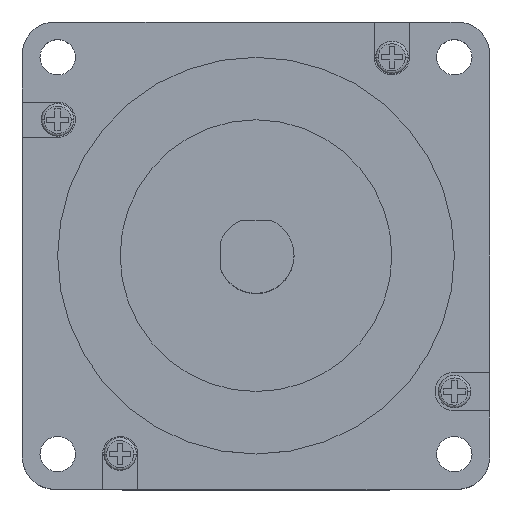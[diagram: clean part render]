
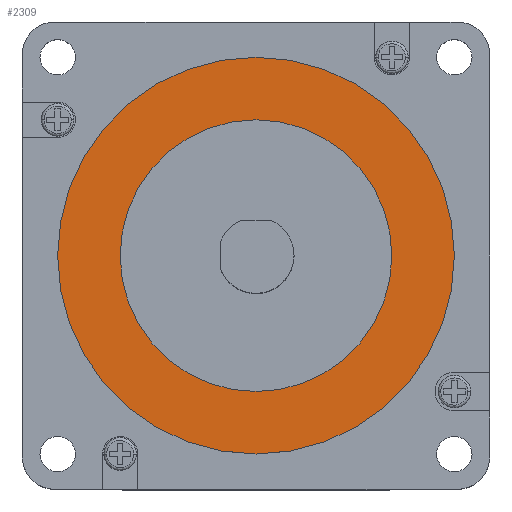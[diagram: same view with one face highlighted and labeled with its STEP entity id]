
A CAD part, top view. The second image highlights one B-rep face of the part: STEP entity #2309.
In plain terms, the highlighted planar face has unit normal (0, 0, 1).
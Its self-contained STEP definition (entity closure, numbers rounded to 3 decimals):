
#278 = CARTESIAN_POINT ( 'NONE',  ( -36.5, 0., 67.6 ) ) ;
#414 = DIRECTION ( 'NONE',  ( 1., 0., 0. ) ) ;
#694 = DIRECTION ( 'NONE',  ( -1., 0., 0. ) ) ;
#800 = ORIENTED_EDGE ( 'NONE', *, *, #6923, .F. ) ;
#927 = CIRCLE ( 'NONE', #1173, 36.5 ) ;
#929 = AXIS2_PLACEMENT_3D ( 'NONE', #2780, #5372, #6085 ) ;
#995 = AXIS2_PLACEMENT_3D ( 'NONE', #5597, #1429, #1331 ) ;
#1000 = ORIENTED_EDGE ( 'NONE', *, *, #6427, .T. ) ;
#1173 = AXIS2_PLACEMENT_3D ( 'NONE', #4759, #2057, #2096 ) ;
#1331 = DIRECTION ( 'NONE',  ( 1., 0., 0. ) ) ;
#1429 = DIRECTION ( 'NONE',  ( 0., 0., 1. ) ) ;
#1549 = DIRECTION ( 'NONE',  ( 0., 0., -1. ) ) ;
#1836 = FACE_BOUND ( 'NONE', #2282, .T. ) ;
#1962 = CIRCLE ( 'NONE', #929, 25. ) ;
#2029 = EDGE_CURVE ( 'NONE', #3660, #4727, #5973, .T. ) ;
#2057 = DIRECTION ( 'NONE',  ( 0., 0., -1. ) ) ;
#2096 = DIRECTION ( 'NONE',  ( -1., 0., 0. ) ) ;
#2282 = EDGE_LOOP ( 'NONE', ( #1000, #2915 ) ) ;
#2309 = ADVANCED_FACE ( 'NONE', ( #4625, #1836 ), #6765, .T. ) ;
#2500 = AXIS2_PLACEMENT_3D ( 'NONE', #3397, #5532, #694 ) ;
#2615 = EDGE_CURVE ( 'NONE', #3449, #5386, #5304, .T. ) ;
#2680 = CARTESIAN_POINT ( 'NONE',  ( 25., 0., 67.6 ) ) ;
#2722 = CARTESIAN_POINT ( 'NONE',  ( 36.5, 0., 67.6 ) ) ;
#2780 = CARTESIAN_POINT ( 'NONE',  ( 0., 0., 67.6 ) ) ;
#2834 = AXIS2_PLACEMENT_3D ( 'NONE', #5242, #1549, #414 ) ;
#2915 = ORIENTED_EDGE ( 'NONE', *, *, #2029, .T. ) ;
#3397 = CARTESIAN_POINT ( 'NONE',  ( 0., 0., 67.6 ) ) ;
#3449 = VERTEX_POINT ( 'NONE', #278 ) ;
#3660 = VERTEX_POINT ( 'NONE', #5381 ) ;
#3873 = ORIENTED_EDGE ( 'NONE', *, *, #2615, .F. ) ;
#4625 = FACE_OUTER_BOUND ( 'NONE', #6690, .T. ) ;
#4727 = VERTEX_POINT ( 'NONE', #2680 ) ;
#4759 = CARTESIAN_POINT ( 'NONE',  ( 0., 0., 67.6 ) ) ;
#5242 = CARTESIAN_POINT ( 'NONE',  ( 0., 0., 67.6 ) ) ;
#5304 = CIRCLE ( 'NONE', #2500, 36.5 ) ;
#5372 = DIRECTION ( 'NONE',  ( 0., 0., -1. ) ) ;
#5381 = CARTESIAN_POINT ( 'NONE',  ( -25., 0., 67.6 ) ) ;
#5386 = VERTEX_POINT ( 'NONE', #2722 ) ;
#5532 = DIRECTION ( 'NONE',  ( 0., 0., -1. ) ) ;
#5597 = CARTESIAN_POINT ( 'NONE',  ( 0., 0., 67.6 ) ) ;
#5973 = CIRCLE ( 'NONE', #2834, 25. ) ;
#6085 = DIRECTION ( 'NONE',  ( 1., 0., 0. ) ) ;
#6427 = EDGE_CURVE ( 'NONE', #4727, #3660, #1962, .T. ) ;
#6690 = EDGE_LOOP ( 'NONE', ( #3873, #800 ) ) ;
#6765 = PLANE ( 'NONE',  #995 ) ;
#6923 = EDGE_CURVE ( 'NONE', #5386, #3449, #927, .T. ) ;
